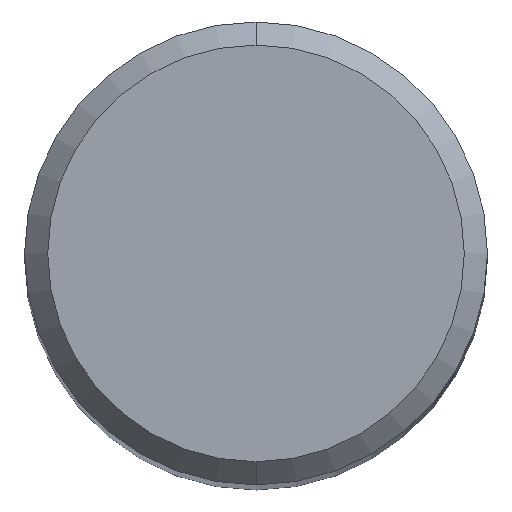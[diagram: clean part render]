
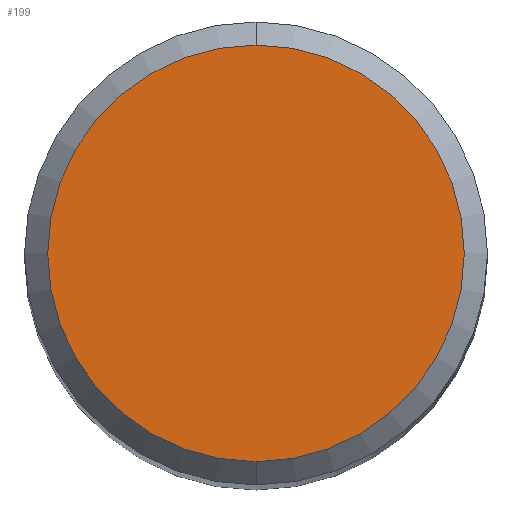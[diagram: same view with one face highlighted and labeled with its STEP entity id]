
A CAD part, top view. The second image highlights one B-rep face of the part: STEP entity #199.
In plain terms, the highlighted planar face has unit normal (0, 0, 1).
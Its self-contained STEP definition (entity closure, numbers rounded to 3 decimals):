
#159=EDGE_CURVE('',#223,#215,#319,.T.);
#175=EDGE_CURVE('',#215,#223,#335,.T.);
#199=ADVANCED_FACE('',(#364),#365,.T.);
#215=VERTEX_POINT('',#383);
#223=VERTEX_POINT('',#391);
#319=CIRCLE('',#496,3.6);
#335=CIRCLE('',#517,3.6);
#364=FACE_OUTER_BOUND('',#552,.T.);
#365=PLANE('',#553);
#383=CARTESIAN_POINT('',(0.0,3.6,0.0));
#391=CARTESIAN_POINT('',(0.,-3.6,0.0));
#496=AXIS2_PLACEMENT_3D('',#696,#697,#698);
#517=AXIS2_PLACEMENT_3D('',#701,#702,#703);
#552=EDGE_LOOP('',(#751,#752));
#553=AXIS2_PLACEMENT_3D('',#753,#754,#755);
#696=CARTESIAN_POINT('',(0.0,0.0,0.0));
#697=DIRECTION('',(0.0,0.0,-1.0));
#698=DIRECTION('',(0.0,1.0,0.0));
#701=CARTESIAN_POINT('',(0.0,0.0,0.0));
#702=DIRECTION('',(0.0,0.0,-1.0));
#703=DIRECTION('',(0.0,1.0,0.0));
#751=ORIENTED_EDGE('',*,*,#175,.F.);
#752=ORIENTED_EDGE('',*,*,#159,.F.);
#753=CARTESIAN_POINT('',(0.0,1.8,0.0));
#754=DIRECTION('',(-0.0,0.0,1.0));
#755=DIRECTION('',(0.0,-1.0,0.0));
